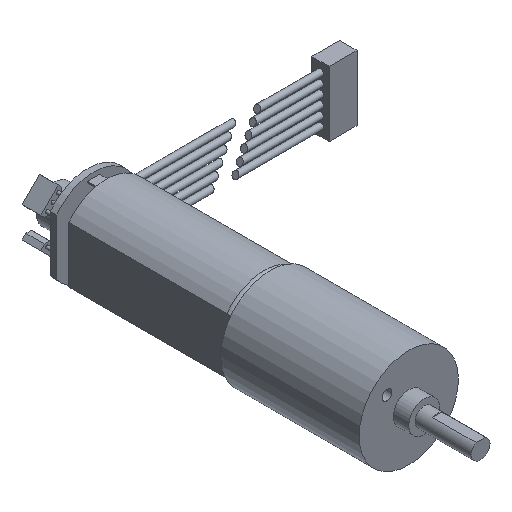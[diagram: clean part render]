
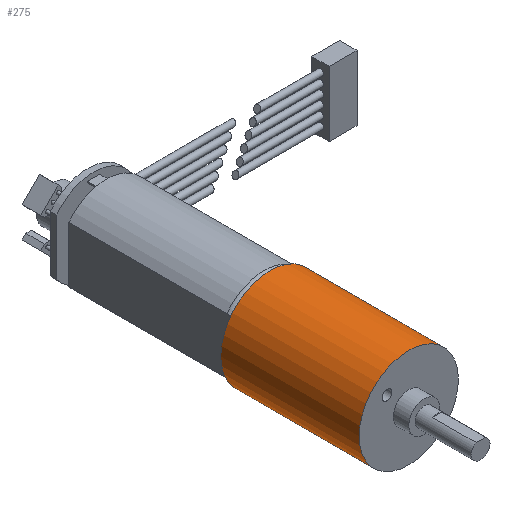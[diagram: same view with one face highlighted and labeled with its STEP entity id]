
A CAD part, isometric view. The second image highlights one B-rep face of the part: STEP entity #275.
In plain terms, the highlighted cylindrical face has radius 8 mm (diameter 16 mm), a full revolution.
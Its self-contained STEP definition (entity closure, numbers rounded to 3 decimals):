
#275 = ADVANCED_FACE( '', ( #617, #618 ), #619, .T. );
#617 = FACE_OUTER_BOUND( '', #979, .T. );
#618 = FACE_OUTER_BOUND( '', #980, .T. );
#619 = CYLINDRICAL_SURFACE( '', #981, 8. );
#979 = EDGE_LOOP( '', ( #1621 ) );
#980 = EDGE_LOOP( '', ( #1622 ) );
#981 = AXIS2_PLACEMENT_3D( '', #1623, #1624, #1625 );
#1621 = ORIENTED_EDGE( '', *, *, #1961, .F. );
#1622 = ORIENTED_EDGE( '', *, *, #1839, .T. );
#1623 = CARTESIAN_POINT( '', ( 0., 42.55, 0. ) );
#1624 = DIRECTION( '', ( 0., -1., 0. ) );
#1625 = DIRECTION( '', ( 0., 0., 1. ) );
#1839 = EDGE_CURVE( '', #2150, #2150, #2151, .T. );
#1961 = EDGE_CURVE( '', #2339, #2339, #2340, .T. );
#2150 = VERTEX_POINT( '', #2573 );
#2151 = CIRCLE( '', #2574, 8. );
#2339 = VERTEX_POINT( '', #2844 );
#2340 = CIRCLE( '', #2845, 8. );
#2573 = CARTESIAN_POINT( '', ( 0., 0., 8. ) );
#2574 = AXIS2_PLACEMENT_3D( '', #3060, #3061, #3062 );
#2844 = CARTESIAN_POINT( '', ( 0., 22.35, 8. ) );
#2845 = AXIS2_PLACEMENT_3D( '', #3208, #3209, #3210 );
#3060 = CARTESIAN_POINT( '', ( 0., 0., 0. ) );
#3061 = DIRECTION( '', ( 0., 1., 0. ) );
#3062 = DIRECTION( '', ( 0., 0., 1. ) );
#3208 = CARTESIAN_POINT( '', ( 0., 22.35, 0. ) );
#3209 = DIRECTION( '', ( 0., 1., 0. ) );
#3210 = DIRECTION( '', ( 0., 0., 1. ) );
